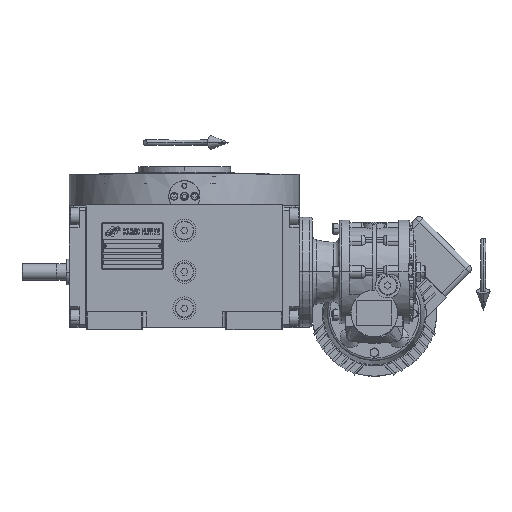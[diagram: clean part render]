
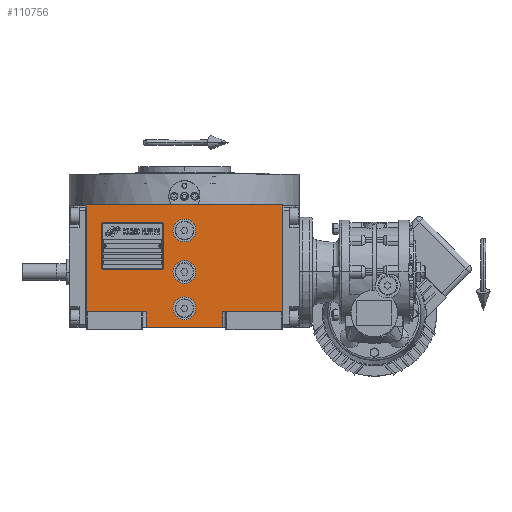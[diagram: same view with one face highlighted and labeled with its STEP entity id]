
A CAD part, top view. The second image highlights one B-rep face of the part: STEP entity #110756.
In plain terms, the highlighted planar face has unit normal (0, 0, 1).
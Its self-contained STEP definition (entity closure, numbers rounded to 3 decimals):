
#1659 = FACE_BOUND ( 'NONE', #74480, .T. ) ;
#2896 = DIRECTION ( 'NONE',  ( 1., 0., 0. ) ) ;
#3035 = CARTESIAN_POINT ( 'NONE',  ( -11., 40., 163.5 ) ) ;
#4277 = ORIENTED_EDGE ( 'NONE', *, *, #49964, .T. ) ;
#6104 = CARTESIAN_POINT ( 'NONE',  ( 37., -53.5, 163.5 ) ) ;
#6424 = DIRECTION ( 'NONE',  ( 1., 0., 0. ) ) ;
#6565 = ORIENTED_EDGE ( 'NONE', *, *, #50341, .F. ) ;
#6741 = EDGE_CURVE ( 'NONE', #96910, #60754, #124231, .T. ) ;
#10075 = AXIS2_PLACEMENT_3D ( 'NONE', #82739, #12373, #109377 ) ;
#10899 = ORIENTED_EDGE ( 'NONE', *, *, #79101, .F. ) ;
#11081 = ORIENTED_EDGE ( 'NONE', *, *, #39874, .F. ) ;
#12373 = DIRECTION ( 'NONE',  ( 0., 0., 1. ) ) ;
#12926 = CARTESIAN_POINT ( 'NONE',  ( 37., -38.5, 163.5 ) ) ;
#12937 = CARTESIAN_POINT ( 'NONE',  ( 11., 0., 163.5 ) ) ;
#13466 = DIRECTION ( 'NONE',  ( 0., 1., 0. ) ) ;
#15604 = AXIS2_PLACEMENT_3D ( 'NONE', #100471, #41247, #99839 ) ;
#16557 = VERTEX_POINT ( 'NONE', #60373 ) ;
#18630 = VERTEX_POINT ( 'NONE', #114351 ) ;
#19602 = EDGE_LOOP ( 'NONE', ( #42024, #108982, #96193, #85540, #101460, #6565, #4277, #11081 ) ) ;
#21504 = EDGE_CURVE ( 'NONE', #16557, #57174, #82683, .T. ) ;
#21763 = CARTESIAN_POINT ( 'NONE',  ( -94.5, -53.5, 163.5 ) ) ;
#21910 = ORIENTED_EDGE ( 'NONE', *, *, #6741, .F. ) ;
#22411 = DIRECTION ( 'NONE',  ( 1., 0., 0. ) ) ;
#22509 = EDGE_CURVE ( 'NONE', #63225, #92691, #104686, .T. ) ;
#23508 = CIRCLE ( 'NONE', #55685, 11. ) ;
#24575 = EDGE_CURVE ( 'NONE', #57174, #16557, #101101, .T. ) ;
#25685 = AXIS2_PLACEMENT_3D ( 'NONE', #21763, #50725, #2896 ) ;
#26169 = CARTESIAN_POINT ( 'NONE',  ( -94.5, 64.5, 163.5 ) ) ;
#30951 = EDGE_LOOP ( 'NONE', ( #40392, #96669 ) ) ;
#31415 = DIRECTION ( 'NONE',  ( -1., 0., 0. ) ) ;
#31506 = DIRECTION ( 'NONE',  ( 1., 0., 0. ) ) ;
#32141 = LINE ( 'NONE', #109003, #52197 ) ;
#32731 = DIRECTION ( 'NONE',  ( 0., 0., 1. ) ) ;
#37118 = EDGE_CURVE ( 'NONE', #110634, #84318, #90392, .T. ) ;
#39493 = EDGE_CURVE ( 'NONE', #43229, #46458, #46293, .T. ) ;
#39874 = EDGE_CURVE ( 'NONE', #18630, #44005, #99788, .T. ) ;
#40392 = ORIENTED_EDGE ( 'NONE', *, *, #22509, .F. ) ;
#40584 = VECTOR ( 'NONE', #107454, 1000. ) ;
#41247 = DIRECTION ( 'NONE',  ( 0., 0., 1. ) ) ;
#41980 = DIRECTION ( 'NONE',  ( 1., 0., 0. ) ) ;
#42024 = ORIENTED_EDGE ( 'NONE', *, *, #104825, .T. ) ;
#42221 = EDGE_CURVE ( 'NONE', #92691, #63225, #44616, .T. ) ;
#43186 = CARTESIAN_POINT ( 'NONE',  ( -94.5, 64.5, 163.5 ) ) ;
#43229 = VERTEX_POINT ( 'NONE', #116110 ) ;
#44005 = VERTEX_POINT ( 'NONE', #120138 ) ;
#44430 = AXIS2_PLACEMENT_3D ( 'NONE', #77588, #97742, #95873 ) ;
#44616 = CIRCLE ( 'NONE', #86910, 11. ) ;
#46293 = LINE ( 'NONE', #103637, #86464 ) ;
#46458 = VERTEX_POINT ( 'NONE', #52809 ) ;
#49749 = DIRECTION ( 'NONE',  ( -1., 0., 0. ) ) ;
#49964 = EDGE_CURVE ( 'NONE', #94043, #44005, #122322, .T. ) ;
#50341 = EDGE_CURVE ( 'NONE', #94043, #69181, #100186, .T. ) ;
#50725 = DIRECTION ( 'NONE',  ( 0., 0., 1. ) ) ;
#52197 = VECTOR ( 'NONE', #31506, 1000. ) ;
#52809 = CARTESIAN_POINT ( 'NONE',  ( 94.5, 64.5, 163.5 ) ) ;
#52952 = VECTOR ( 'NONE', #6424, 1000. ) ;
#53215 = EDGE_CURVE ( 'NONE', #69181, #46458, #119425, .T. ) ;
#53493 = CARTESIAN_POINT ( 'NONE',  ( -94.5, -38.5, 163.5 ) ) ;
#54290 = ORIENTED_EDGE ( 'NONE', *, *, #21504, .F. ) ;
#55685 = AXIS2_PLACEMENT_3D ( 'NONE', #80625, #32731, #71183 ) ;
#56361 = DIRECTION ( 'NONE',  ( 0., 1., 0. ) ) ;
#57174 = VERTEX_POINT ( 'NONE', #59679 ) ;
#58806 = AXIS2_PLACEMENT_3D ( 'NONE', #117136, #59176, #31415 ) ;
#59176 = DIRECTION ( 'NONE',  ( 0., 0., 1. ) ) ;
#59679 = CARTESIAN_POINT ( 'NONE',  ( -11., -35., 163.5 ) ) ;
#60373 = CARTESIAN_POINT ( 'NONE',  ( 11., -35., 163.5 ) ) ;
#60754 = VERTEX_POINT ( 'NONE', #12937 ) ;
#61970 = CARTESIAN_POINT ( 'NONE',  ( -37., -53.5, 163.5 ) ) ;
#63225 = VERTEX_POINT ( 'NONE', #105153 ) ;
#69181 = VERTEX_POINT ( 'NONE', #26169 ) ;
#69648 = FACE_OUTER_BOUND ( 'NONE', #19602, .T. ) ;
#69735 = LINE ( 'NONE', #89263, #114175 ) ;
#69963 = DIRECTION ( 'NONE',  ( 0., 1., 0. ) ) ;
#71183 = DIRECTION ( 'NONE',  ( 1., 0., 0. ) ) ;
#71661 = CARTESIAN_POINT ( 'NONE',  ( -11., 0., 163.5 ) ) ;
#74129 = CARTESIAN_POINT ( 'NONE',  ( 37., -38.5, 163.5 ) ) ;
#74480 = EDGE_LOOP ( 'NONE', ( #10899, #21910 ) ) ;
#77588 = CARTESIAN_POINT ( 'NONE',  ( 0., -35., 163.5 ) ) ;
#79101 = EDGE_CURVE ( 'NONE', #60754, #96910, #23508, .T. ) ;
#79119 = FACE_BOUND ( 'NONE', #124422, .T. ) ;
#80625 = CARTESIAN_POINT ( 'NONE',  ( 0., 0., 163.5 ) ) ;
#82683 = CIRCLE ( 'NONE', #44430, 11. ) ;
#82739 = CARTESIAN_POINT ( 'NONE',  ( 0., 40., 163.5 ) ) ;
#84318 = VERTEX_POINT ( 'NONE', #6104 ) ;
#85540 = ORIENTED_EDGE ( 'NONE', *, *, #39493, .T. ) ;
#86464 = VECTOR ( 'NONE', #56361, 1000. ) ;
#86910 = AXIS2_PLACEMENT_3D ( 'NONE', #88206, #97023, #49749 ) ;
#88206 = CARTESIAN_POINT ( 'NONE',  ( 0., 40., 163.5 ) ) ;
#89263 = CARTESIAN_POINT ( 'NONE',  ( -37., -53.5, 163.5 ) ) ;
#90392 = LINE ( 'NONE', #12926, #40584 ) ;
#90981 = EDGE_CURVE ( 'NONE', #110634, #43229, #32141, .T. ) ;
#92691 = VERTEX_POINT ( 'NONE', #3035 ) ;
#92706 = CARTESIAN_POINT ( 'NONE',  ( -94.5, -38.5, 163.5 ) ) ;
#94043 = VERTEX_POINT ( 'NONE', #115843 ) ;
#95873 = DIRECTION ( 'NONE',  ( 1., 0., 0. ) ) ;
#96193 = ORIENTED_EDGE ( 'NONE', *, *, #90981, .T. ) ;
#96669 = ORIENTED_EDGE ( 'NONE', *, *, #42221, .F. ) ;
#96910 = VERTEX_POINT ( 'NONE', #71661 ) ;
#97023 = DIRECTION ( 'NONE',  ( 0., 0., 1. ) ) ;
#97474 = VECTOR ( 'NONE', #22411, 1000. ) ;
#97742 = DIRECTION ( 'NONE',  ( 0., 0., 1. ) ) ;
#99788 = LINE ( 'NONE', #61970, #104621 ) ;
#99839 = DIRECTION ( 'NONE',  ( -1., 0., 0. ) ) ;
#100186 = LINE ( 'NONE', #53493, #105098 ) ;
#100471 = CARTESIAN_POINT ( 'NONE',  ( 0., 0., 163.5 ) ) ;
#101101 = CIRCLE ( 'NONE', #58806, 11. ) ;
#101460 = ORIENTED_EDGE ( 'NONE', *, *, #53215, .F. ) ;
#103637 = CARTESIAN_POINT ( 'NONE',  ( 94.5, -38.5, 163.5 ) ) ;
#104621 = VECTOR ( 'NONE', #13466, 1000. ) ;
#104686 = CIRCLE ( 'NONE', #10075, 11. ) ;
#104825 = EDGE_CURVE ( 'NONE', #18630, #84318, #69735, .T. ) ;
#105098 = VECTOR ( 'NONE', #69963, 1000. ) ;
#105153 = CARTESIAN_POINT ( 'NONE',  ( 11., 40., 163.5 ) ) ;
#107454 = DIRECTION ( 'NONE',  ( 0., -1., 0. ) ) ;
#108068 = PLANE ( 'NONE',  #25685 ) ;
#108982 = ORIENTED_EDGE ( 'NONE', *, *, #37118, .F. ) ;
#109003 = CARTESIAN_POINT ( 'NONE',  ( 37., -38.5, 163.5 ) ) ;
#109377 = DIRECTION ( 'NONE',  ( 1., 0., 0. ) ) ;
#110634 = VERTEX_POINT ( 'NONE', #74129 ) ;
#110756 = ADVANCED_FACE ( 'NONE', ( #1659, #79119, #117553, #69648 ), #108068, .T. ) ;
#114175 = VECTOR ( 'NONE', #41980, 1000. ) ;
#114351 = CARTESIAN_POINT ( 'NONE',  ( -37., -53.5, 163.5 ) ) ;
#115843 = CARTESIAN_POINT ( 'NONE',  ( -94.5, -38.5, 163.5 ) ) ;
#116110 = CARTESIAN_POINT ( 'NONE',  ( 94.5, -38.5, 163.5 ) ) ;
#117136 = CARTESIAN_POINT ( 'NONE',  ( 0., -35., 163.5 ) ) ;
#117553 = FACE_BOUND ( 'NONE', #30951, .T. ) ;
#119425 = LINE ( 'NONE', #43186, #97474 ) ;
#120138 = CARTESIAN_POINT ( 'NONE',  ( -37., -38.5, 163.5 ) ) ;
#122322 = LINE ( 'NONE', #92706, #52952 ) ;
#123636 = ORIENTED_EDGE ( 'NONE', *, *, #24575, .F. ) ;
#124231 = CIRCLE ( 'NONE', #15604, 11. ) ;
#124422 = EDGE_LOOP ( 'NONE', ( #54290, #123636 ) ) ;
